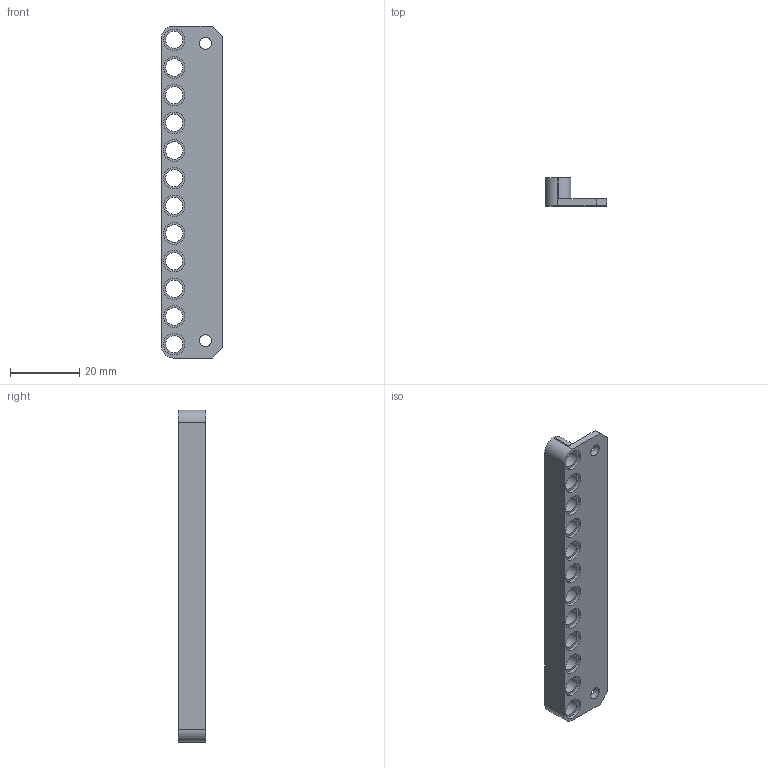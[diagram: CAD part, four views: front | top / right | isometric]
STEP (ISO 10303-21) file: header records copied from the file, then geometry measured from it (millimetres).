
FILE_DESCRIPTION(('FreeCAD Model'),'2;1');
FILE_NAME('Open CASCADE Shape Model','2025-05-08T23:38:30',(''),(''), 'Open CASCADE STEP processor 7.7','FreeCAD','Unknown');
FILE_SCHEMA(('AUTOMOTIVE_DESIGN { 1 0 10303 214 1 1 1 1 }'));
Length unit declared in the file: millimetre
Products named in the file (1): Beam-12x003
Bounding box: 17.7 x 8 x 96 mm (x, y, z)
Volume: 5392.4 mm3; surface area: 6149.1 mm2
Topology: 1 solids, 1 shells, 76 faces, 152 edges, 102 vertices
Faces by surface type: cylinder 42, plane 34
Full cylindrical faces by diameter (mm): 3.5 x2, 5 x12, 6.2 x24
Entity records: 2094 total; most frequent: DIRECTION 390, CARTESIAN_POINT 331, ORIENTED_EDGE 304, AXIS2_PLACEMENT_3D 161, EDGE_CURVE 152, FACE_BOUND 128, EDGE_LOOP 128, VERTEX_POINT 102
